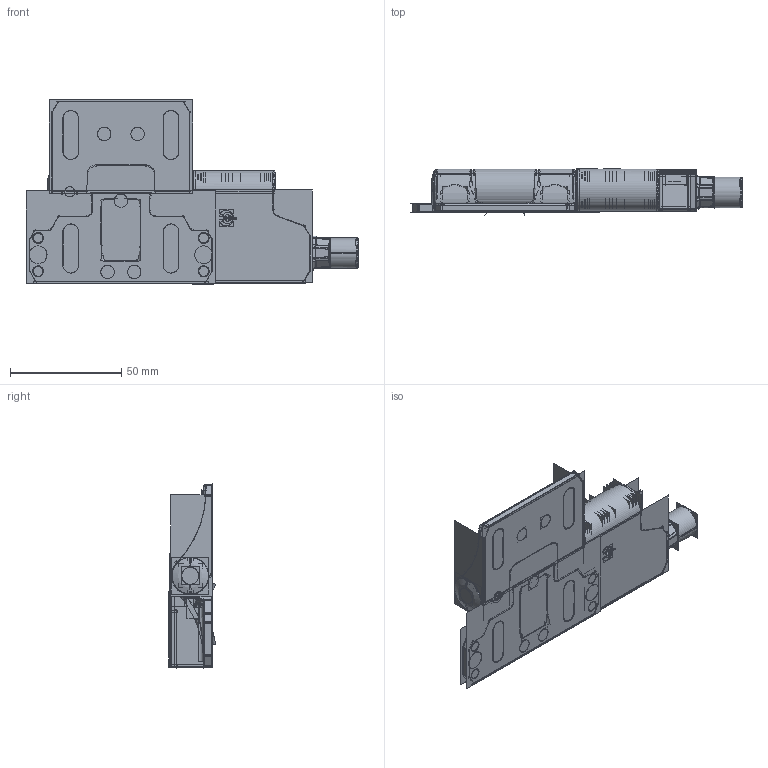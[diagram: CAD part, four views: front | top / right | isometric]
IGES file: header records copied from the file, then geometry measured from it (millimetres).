
Start section:  PTC IGES file: 192573.igs
Global section: file name: 192573.igs; native system: Creo Parametric by Parametric Technology Corporation; preprocessor: 2013230; author: pdmadmin; organization: Unknown; date: 20160120.174349; units: millimetre
Bounding box: 149.14 x 21.26 x 82.82 mm (x, y, z)
Volume: 56736.5 mm3; surface area: 203509.7 mm2
Topology: 4 solids, 4 shells, 4500 faces, 23240 edges, 29198 vertices
Faces by surface type: revolution 2416, bspline 2084
